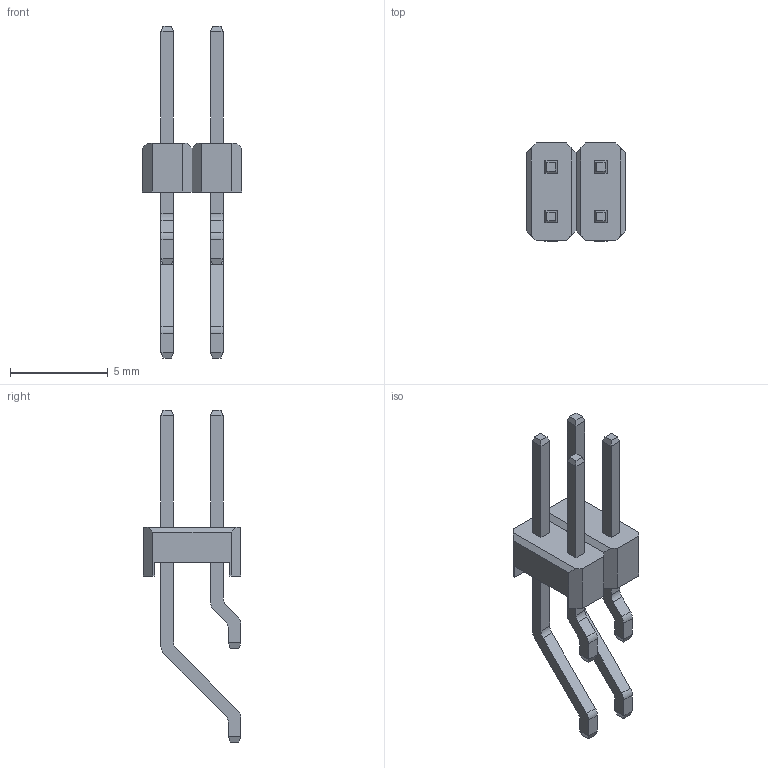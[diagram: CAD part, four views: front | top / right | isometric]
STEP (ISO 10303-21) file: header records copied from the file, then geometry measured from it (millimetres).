
FILE_DESCRIPTION (( 'STEP AP214' ), '1' );
FILE_NAME ('1225-122.STEP', '2021-05-23T05:14:04', ( '' ), ( '' ), 'SwSTEP 2.0', 'SolidWorks 2018', '' );
FILE_SCHEMA (( 'AUTOMOTIVE_DESIGN' ));
Length unit declared in the file: millimetre
Products named in the file (2): 1225-122
Assembly tree (2 placements, depth 2):
  1225-122
    1225-122  x2
Bounding box: 5.08 x 5 x 17 mm (x, y, z)
Volume: 69.2 mm3; surface area: 250 mm2
Topology: 2 solids, 2 shells, 136 faces, 340 edges, 216 vertices
Faces by surface type: plane 120, cylinder 16
Entity records: 2804 total; most frequent: CARTESIAN_POINT 351, ORIENTED_EDGE 340, DIRECTION 332, EDGE_CURVE 170, LINE 154, VECTOR 154, VERTEX_POINT 108, AXIS2_PLACEMENT_3D 89
